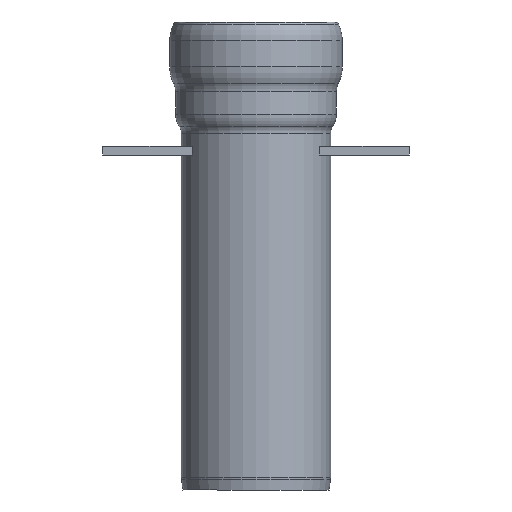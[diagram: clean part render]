
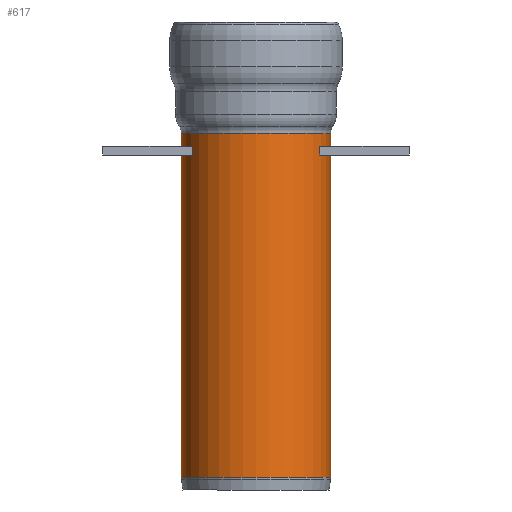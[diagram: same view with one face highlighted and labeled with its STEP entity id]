
A CAD part, front view. The second image highlights one B-rep face of the part: STEP entity #617.
In plain terms, the highlighted cylindrical face has radius 510 mm (diameter 1020 mm), a full revolution.
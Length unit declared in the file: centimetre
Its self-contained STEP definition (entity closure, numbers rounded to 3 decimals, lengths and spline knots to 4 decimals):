
#52=LINE('',#989,#85);
#85=VECTOR('',#770,51.);
#118=CYLINDRICAL_SURFACE('',#665,51.);
#126=FACE_OUTER_BOUND('',#164,.T.);
#164=EDGE_LOOP('',(#422,#423,#424,#425,#426,#427));
#205=CIRCLE('',#660,51.);
#206=CIRCLE('',#661,51.);
#210=CIRCLE('',#666,51.);
#211=CIRCLE('',#667,51.);
#262=VERTEX_POINT('',#978);
#263=VERTEX_POINT('',#979);
#266=VERTEX_POINT('',#988);
#267=VERTEX_POINT('',#990);
#322=EDGE_CURVE('',#262,#263,#205,.T.);
#323=EDGE_CURVE('',#263,#262,#206,.T.);
#327=EDGE_CURVE('',#263,#266,#52,.T.);
#328=EDGE_CURVE('',#266,#267,#210,.T.);
#329=EDGE_CURVE('',#267,#266,#211,.T.);
#422=ORIENTED_EDGE('',*,*,#322,.F.);
#423=ORIENTED_EDGE('',*,*,#323,.F.);
#424=ORIENTED_EDGE('',*,*,#327,.T.);
#425=ORIENTED_EDGE('',*,*,#328,.T.);
#426=ORIENTED_EDGE('',*,*,#329,.T.);
#427=ORIENTED_EDGE('',*,*,#327,.F.);
#617=ADVANCED_FACE('',(#126),#118,.T.);
#660=AXIS2_PLACEMENT_3D('',#980,#758,#759);
#661=AXIS2_PLACEMENT_3D('',#981,#760,#761);
#665=AXIS2_PLACEMENT_3D('',#987,#768,#769);
#666=AXIS2_PLACEMENT_3D('',#991,#771,#772);
#667=AXIS2_PLACEMENT_3D('',#992,#773,#774);
#758=DIRECTION('center_axis',(0.,0.,-1.));
#759=DIRECTION('ref_axis',(-1.,0.,0.));
#760=DIRECTION('center_axis',(0.,0.,-1.));
#761=DIRECTION('ref_axis',(-1.,0.,0.));
#768=DIRECTION('center_axis',(0.,0.,-1.));
#769=DIRECTION('ref_axis',(1.,0.,0.));
#770=DIRECTION('',(0.,0.,1.));
#771=DIRECTION('center_axis',(0.,0.,-1.));
#772=DIRECTION('ref_axis',(1.,0.,0.));
#773=DIRECTION('center_axis',(0.,0.,-1.));
#774=DIRECTION('ref_axis',(1.,0.,0.));
#978=CARTESIAN_POINT('',(22.1258,105.1069,90.3159));
#979=CARTESIAN_POINT('',(-28.8742,54.1069,90.3159));
#980=CARTESIAN_POINT('Origin',(22.1258,54.1069,90.3159));
#981=CARTESIAN_POINT('Origin',(22.1258,54.1069,90.3159));
#987=CARTESIAN_POINT('Origin',(22.1258,54.1069,1183.0862));
#988=CARTESIAN_POINT('',(-28.8742,54.1069,325.6594));
#989=CARTESIAN_POINT('',(-28.8742,54.1069,1183.0862));
#990=CARTESIAN_POINT('',(22.1258,3.1069,325.6594));
#991=CARTESIAN_POINT('Origin',(22.1258,54.1069,325.6594));
#992=CARTESIAN_POINT('Origin',(22.1258,54.1069,325.6594));
